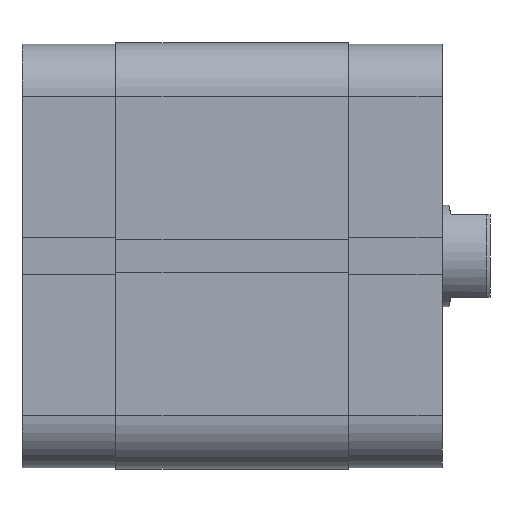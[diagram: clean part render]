
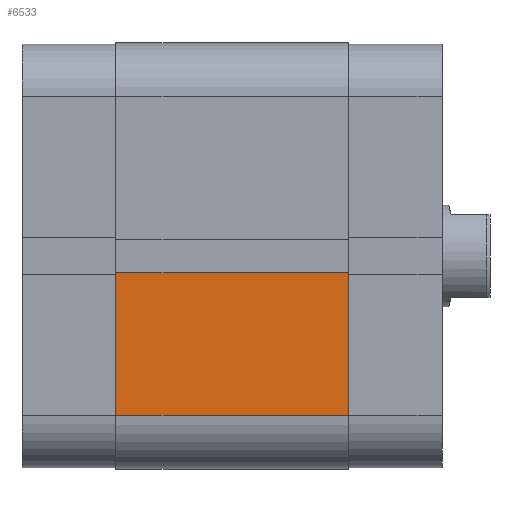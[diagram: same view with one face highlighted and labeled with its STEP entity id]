
A CAD part, front view. The second image highlights one B-rep face of the part: STEP entity #6533.
In plain terms, the highlighted planar face has unit normal (0, -1, 0).
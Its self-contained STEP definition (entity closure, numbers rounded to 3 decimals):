
#321 = EDGE_CURVE ( 'NONE', #1653, #1651, #3125, .T. ) ;
#454 = EDGE_CURVE ( 'NONE', #1641, #1656, #3326, .T. ) ;
#470 = EDGE_CURVE ( 'NONE', #1656, #1651, #3343, .T. ) ;
#476 = EDGE_CURVE ( 'NONE', #1641, #1653, #3375, .T. ) ;
#937 = AXIS2_PLACEMENT_3D ( 'NONE', #6105, #6113, #6114 ) ;
#1641 = VERTEX_POINT ( 'NONE', #4693 ) ;
#1651 = VERTEX_POINT ( 'NONE', #4703 ) ;
#1653 = VERTEX_POINT ( 'NONE', #4705 ) ;
#1656 = VERTEX_POINT ( 'NONE', #4708 ) ;
#2591 = ORIENTED_EDGE ( 'NONE', *, *, #454, .T. ) ;
#2592 = ORIENTED_EDGE ( 'NONE', *, *, #476, .F. ) ;
#2593 = ORIENTED_EDGE ( 'NONE', *, *, #321, .F. ) ;
#2594 = ORIENTED_EDGE ( 'NONE', *, *, #470, .T. ) ;
#3125 = LINE ( 'NONE', #3703, #3130 ) ;
#3130 = VECTOR ( 'NONE', #3706, 1000. ) ;
#3326 = LINE ( 'NONE', #3997, #3336 ) ;
#3336 = VECTOR ( 'NONE', #4032, 1000. ) ;
#3343 = LINE ( 'NONE', #4053, #3368 ) ;
#3368 = VECTOR ( 'NONE', #4065, 1000. ) ;
#3375 = LINE ( 'NONE', #4061, #3379 ) ;
#3379 = VECTOR ( 'NONE', #4077, 1000. ) ;
#3703 = CARTESIAN_POINT ( 'NONE',  ( -2.6, -33.5, 36.5 ) ) ;
#3706 = DIRECTION ( 'NONE',  ( 0., 0., -1. ) ) ;
#3997 = CARTESIAN_POINT ( 'NONE',  ( -25., -33.5, 36.5 ) ) ;
#4032 = DIRECTION ( 'NONE',  ( 0., 0., -1. ) ) ;
#4053 = CARTESIAN_POINT ( 'NONE',  ( 0., -33.5, 0. ) ) ;
#4061 = CARTESIAN_POINT ( 'NONE',  ( 0., -33.5, 36.5 ) ) ;
#4065 = DIRECTION ( 'NONE',  ( 1., 0., 0. ) ) ;
#4077 = DIRECTION ( 'NONE',  ( 1., 0., 0. ) ) ;
#4693 = CARTESIAN_POINT ( 'NONE',  ( -25., -33.5, 36.5 ) ) ;
#4703 = CARTESIAN_POINT ( 'NONE',  ( -2.6, -33.5, 0. ) ) ;
#4705 = CARTESIAN_POINT ( 'NONE',  ( -2.6, -33.5, 36.5 ) ) ;
#4708 = CARTESIAN_POINT ( 'NONE',  ( -25., -33.5, 0. ) ) ;
#5162 = FACE_OUTER_BOUND ( 'NONE', #5351, .T. ) ;
#5351 = EDGE_LOOP ( 'NONE', ( #2594, #2593, #2592, #2591 ) ) ;
#6102 = PLANE ( 'NONE',  #937 ) ;
#6105 = CARTESIAN_POINT ( 'NONE',  ( 0., -33.5, 36.5 ) ) ;
#6113 = DIRECTION ( 'NONE',  ( 0., 1., 0. ) ) ;
#6114 = DIRECTION ( 'NONE',  ( 0., 0., 1. ) ) ;
#6533 = ADVANCED_FACE ( 'NONE', ( #5162 ), #6102, .F. ) ;
